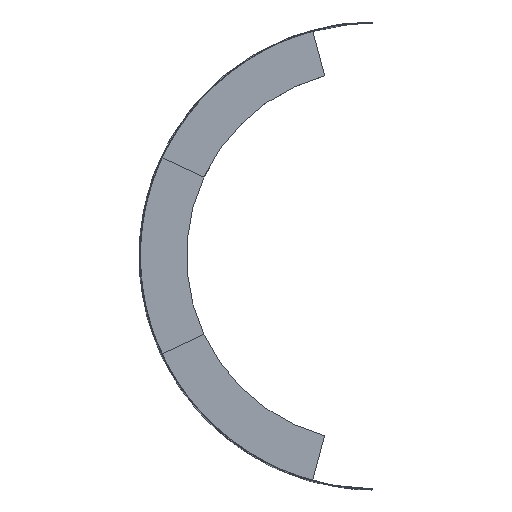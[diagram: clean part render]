
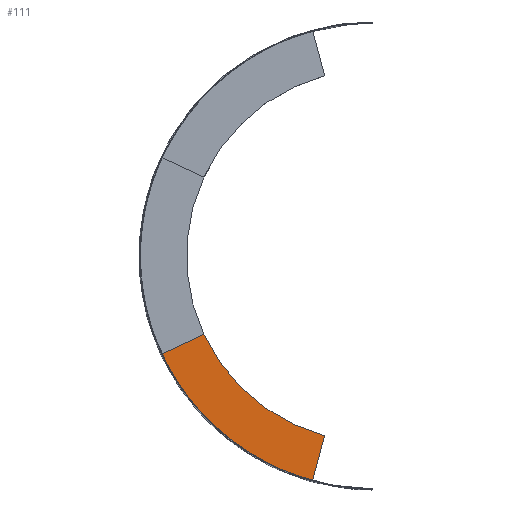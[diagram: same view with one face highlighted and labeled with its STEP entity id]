
A CAD part, top view. The second image highlights one B-rep face of the part: STEP entity #111.
In plain terms, the highlighted planar face has unit normal (0, 0, 1).
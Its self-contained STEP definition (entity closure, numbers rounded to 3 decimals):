
#111=ADVANCED_FACE('',(#151),#129,.T.);
#129=PLANE('',#524);
#151=FACE_OUTER_BOUND('',#185,.T.);
#185=EDGE_LOOP('',(#290,#291,#292,#293));
#203=CIRCLE('',#518,99.85);
#205=CIRCLE('',#522,79.85);
#290=ORIENTED_EDGE('',*,*,#410,.T.);
#291=ORIENTED_EDGE('',*,*,#402,.T.);
#292=ORIENTED_EDGE('',*,*,#411,.F.);
#293=ORIENTED_EDGE('',*,*,#407,.F.);
#352=VERTEX_POINT('',#988);
#353=VERTEX_POINT('',#990);
#356=VERTEX_POINT('',#1000);
#357=VERTEX_POINT('',#1001);
#402=EDGE_CURVE('',#353,#352,#203,.T.);
#407=EDGE_CURVE('',#356,#357,#205,.T.);
#410=EDGE_CURVE('',#356,#353,#448,.T.);
#411=EDGE_CURVE('',#357,#352,#449,.T.);
#448=LINE('',#1005,#482);
#449=LINE('',#1006,#483);
#482=VECTOR('',#625,1.);
#483=VECTOR('',#626,1.);
#518=AXIS2_PLACEMENT_3D('',#989,#608,#609);
#522=AXIS2_PLACEMENT_3D('',#999,#619,#620);
#524=AXIS2_PLACEMENT_3D('',#1007,#627,#628);
#608=DIRECTION('',(0.,0.,1.));
#609=DIRECTION('',(1.,0.,0.));
#619=DIRECTION('',(0.,0.,1.));
#620=DIRECTION('',(1.,0.,0.));
#625=DIRECTION('',(-0.906,-0.423,0.));
#626=DIRECTION('',(-0.259,-0.966,0.));
#627=DIRECTION('',(0.,0.,1.));
#628=DIRECTION('',(1.,0.,0.));
#988=CARTESIAN_POINT('',(-25.843,-96.448,0.));
#989=CARTESIAN_POINT('',(0.,0.,0.));
#990=CARTESIAN_POINT('',(-90.495,-42.198,0.));
#999=CARTESIAN_POINT('',(0.,0.,0.));
#1000=CARTESIAN_POINT('',(-72.369,-33.746,0.));
#1001=CARTESIAN_POINT('',(-20.667,-77.129,0.));
#1005=CARTESIAN_POINT('',(-72.369,-33.746,0.));
#1006=CARTESIAN_POINT('',(-20.667,-77.129,0.));
#1007=CARTESIAN_POINT('',(-72.369,-33.746,0.));
